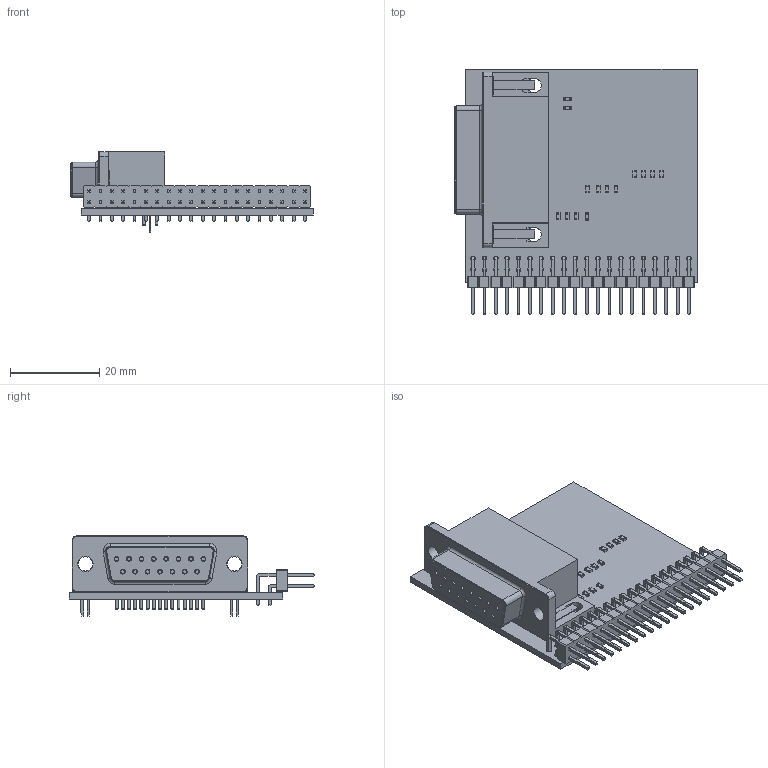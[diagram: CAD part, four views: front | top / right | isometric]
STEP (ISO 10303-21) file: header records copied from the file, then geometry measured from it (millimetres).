
FILE_DESCRIPTION(('KiCad electronic assembly'),'2;1');
FILE_NAME('VGA_adapter.step','2025-03-15T18:44:59',('Pcbnew'),('Kicad'), 'Open CASCADE STEP processor 7.8','KiCad to STEP converter','Unknown' );
FILE_SCHEMA(('AUTOMOTIVE_DESIGN { 1 0 10303 214 1 1 1 1 }'));
Length unit declared in the file: millimetre
Products named in the file (5): VGA_adapter 1; R_0603_1608Metric; DSUB-15_Socket_Horizontal_P2.77x2.84mm_EdgePinOffset9.90mm_Housed_
MountingHolesOffset11.32mm; PinHeader_2x20_P2.54mm_Horizontal; VGA_adapter_PCB
Assembly tree (17 placements, depth 2):
  VGA_adapter 1
    R_0603_1608Metric  x14
    DSUB-15_Socket_Horizontal_P2.77x2.84mm_EdgePinOffset9.90mm_Housed_
MountingHolesOffset11.32mm
    PinHeader_2x20_P2.54mm_Horizontal
    VGA_adapter_PCB
Bounding box: 54.14 x 54.77 x 17.9 mm (x, y, z)
Volume: 11412.2 mm3; surface area: 11326.9 mm2
Topology: 17 solids, 17 shells, 1600 faces, 3955 edges, 2486 vertices
Faces by surface type: plane 1274, cylinder 274, torus 25, cone 23, revolution 4
Full cylindrical faces by diameter (mm): 0.64 x15, 0.853 x15, 1 x55, 3.2 x4, 4 x2
Entity records: 46125 total; most frequent: CARTESIAN_POINT 6627, ORIENTED_EDGE 6142, DIRECTION 6036, EDGE_CURVE 3071, LINE 2654, VECTOR 2654, VERTEX_POINT 1914, AXIS2_PLACEMENT_3D 1689
